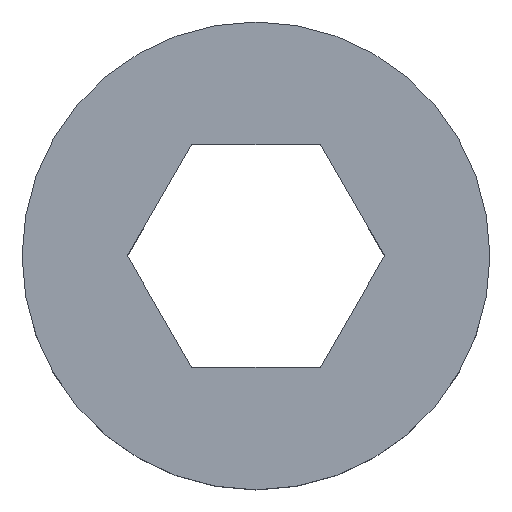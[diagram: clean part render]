
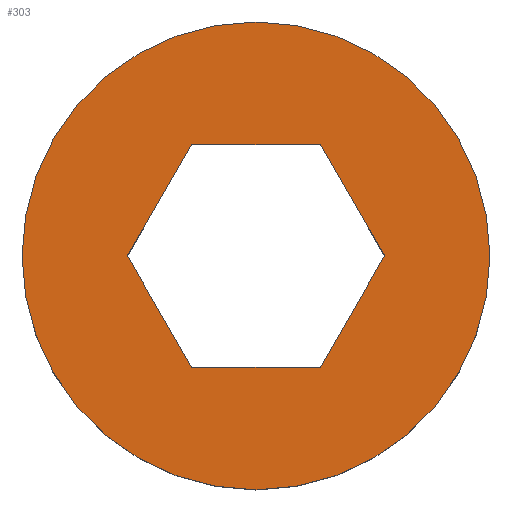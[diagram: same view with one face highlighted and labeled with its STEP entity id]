
A CAD part, top view. The second image highlights one B-rep face of the part: STEP entity #303.
In plain terms, the highlighted planar face has unit normal (0, 0, 1).
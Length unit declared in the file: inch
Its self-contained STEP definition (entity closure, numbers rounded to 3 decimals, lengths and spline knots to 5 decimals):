
#11 = EDGE_LOOP ( 'NONE', ( #289, #95 ) ) ;
#20 = CARTESIAN_POINT ( 'NONE',  ( 0.21651, 0., 0.188 ) ) ;
#21 = CARTESIAN_POINT ( 'NONE',  ( 0.10825, -0.1875, 0.188 ) ) ;
#24 = CARTESIAN_POINT ( 'NONE',  ( -0.10825, -0.1875, 0.188 ) ) ;
#32 = ORIENTED_EDGE ( 'NONE', *, *, #160, .F. ) ;
#44 = VECTOR ( 'NONE', #48, 39.37008 ) ;
#45 = VERTEX_POINT ( 'NONE', #73 ) ;
#48 = DIRECTION ( 'NONE',  ( -0.5, 0.866, 0. ) ) ;
#49 = DIRECTION ( 'NONE',  ( 0., 0., 1. ) ) ;
#60 = CARTESIAN_POINT ( 'NONE',  ( 0.10825, 0.1875, 0.188 ) ) ;
#61 = EDGE_CURVE ( 'NONE', #300, #45, #219, .T. ) ;
#72 = LINE ( 'NONE', #60, #161 ) ;
#73 = CARTESIAN_POINT ( 'NONE',  ( -0.3937, 0., 0.188 ) ) ;
#74 = CARTESIAN_POINT ( 'NONE',  ( 0., 0., 0.188 ) ) ;
#81 = AXIS2_PLACEMENT_3D ( 'NONE', #126, #347, #186 ) ;
#89 = EDGE_LOOP ( 'NONE', ( #338, #194, #142, #224, #275, #32 ) ) ;
#92 = LINE ( 'NONE', #103, #250 ) ;
#95 = ORIENTED_EDGE ( 'NONE', *, *, #61, .T. ) ;
#97 = CARTESIAN_POINT ( 'NONE',  ( 0.10825, 0.1875, 0.188 ) ) ;
#101 = CARTESIAN_POINT ( 'NONE',  ( 0.21651, 0., 0.188 ) ) ;
#102 = AXIS2_PLACEMENT_3D ( 'NONE', #74, #231, #307 ) ;
#103 = CARTESIAN_POINT ( 'NONE',  ( -0.10825, 0.1875, 0.188 ) ) ;
#104 = DIRECTION ( 'NONE',  ( 1., 0., 0. ) ) ;
#109 = VECTOR ( 'NONE', #115, 39.37008 ) ;
#115 = DIRECTION ( 'NONE',  ( 0.5, 0.866, 0. ) ) ;
#116 = EDGE_CURVE ( 'NONE', #270, #252, #209, .T. ) ;
#118 = VERTEX_POINT ( 'NONE', #97 ) ;
#125 = CARTESIAN_POINT ( 'NONE',  ( -0.10825, 0.1875, 0.188 ) ) ;
#126 = CARTESIAN_POINT ( 'NONE',  ( 0., 0., 0.188 ) ) ;
#127 = FACE_OUTER_BOUND ( 'NONE', #11, .T. ) ;
#129 = PLANE ( 'NONE',  #81 ) ;
#140 = EDGE_CURVE ( 'NONE', #244, #255, #281, .T. ) ;
#142 = ORIENTED_EDGE ( 'NONE', *, *, #305, .F. ) ;
#143 = LINE ( 'NONE', #20, #44 ) ;
#160 = EDGE_CURVE ( 'NONE', #118, #253, #72, .T. ) ;
#161 = VECTOR ( 'NONE', #251, 39.37008 ) ;
#166 = VECTOR ( 'NONE', #169, 39.37008 ) ;
#169 = DIRECTION ( 'NONE',  ( 0.5, -0.866, 0. ) ) ;
#186 = DIRECTION ( 'NONE',  ( 1., 0., 0. ) ) ;
#194 = ORIENTED_EDGE ( 'NONE', *, *, #116, .F. ) ;
#207 = CARTESIAN_POINT ( 'NONE',  ( -0.10825, -0.1875, 0.188 ) ) ;
#209 = LINE ( 'NONE', #279, #109 ) ;
#210 = CARTESIAN_POINT ( 'NONE',  ( 0., 0., 0.188 ) ) ;
#219 = CIRCLE ( 'NONE', #102, 0.3937 ) ;
#222 = FACE_BOUND ( 'NONE', #89, .T. ) ;
#224 = ORIENTED_EDGE ( 'NONE', *, *, #140, .F. ) ;
#231 = DIRECTION ( 'NONE',  ( 0., 0., 1. ) ) ;
#233 = EDGE_CURVE ( 'NONE', #252, #118, #143, .T. ) ;
#236 = DIRECTION ( 'NONE',  ( 1., 0., 0. ) ) ;
#244 = VERTEX_POINT ( 'NONE', #262 ) ;
#246 = AXIS2_PLACEMENT_3D ( 'NONE', #210, #49, #236 ) ;
#250 = VECTOR ( 'NONE', #291, 39.37008 ) ;
#251 = DIRECTION ( 'NONE',  ( -1., 0., 0. ) ) ;
#252 = VERTEX_POINT ( 'NONE', #101 ) ;
#253 = VERTEX_POINT ( 'NONE', #125 ) ;
#255 = VERTEX_POINT ( 'NONE', #207 ) ;
#262 = CARTESIAN_POINT ( 'NONE',  ( -0.21651, 0., 0.188 ) ) ;
#264 = EDGE_CURVE ( 'NONE', #45, #300, #329, .T. ) ;
#270 = VERTEX_POINT ( 'NONE', #21 ) ;
#275 = ORIENTED_EDGE ( 'NONE', *, *, #294, .F. ) ;
#279 = CARTESIAN_POINT ( 'NONE',  ( 0.10825, -0.1875, 0.188 ) ) ;
#281 = LINE ( 'NONE', #330, #166 ) ;
#289 = ORIENTED_EDGE ( 'NONE', *, *, #264, .T. ) ;
#291 = DIRECTION ( 'NONE',  ( -0.5, -0.866, 0. ) ) ;
#294 = EDGE_CURVE ( 'NONE', #253, #244, #92, .T. ) ;
#295 = VECTOR ( 'NONE', #104, 39.37008 ) ;
#300 = VERTEX_POINT ( 'NONE', #314 ) ;
#303 = ADVANCED_FACE ( 'NONE', ( #127, #222 ), #129, .T. ) ;
#305 = EDGE_CURVE ( 'NONE', #255, #270, #331, .T. ) ;
#307 = DIRECTION ( 'NONE',  ( 1., 0., 0. ) ) ;
#314 = CARTESIAN_POINT ( 'NONE',  ( 0.3937, 0., 0.188 ) ) ;
#329 = CIRCLE ( 'NONE', #246, 0.3937 ) ;
#330 = CARTESIAN_POINT ( 'NONE',  ( -0.21651, 0., 0.188 ) ) ;
#331 = LINE ( 'NONE', #24, #295 ) ;
#338 = ORIENTED_EDGE ( 'NONE', *, *, #233, .F. ) ;
#347 = DIRECTION ( 'NONE',  ( 0., 0., 1. ) ) ;
